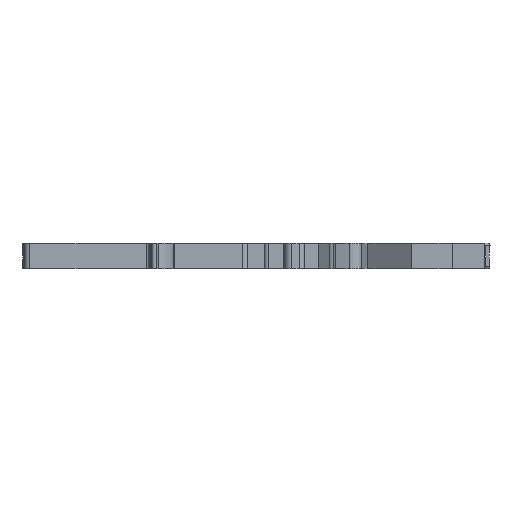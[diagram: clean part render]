
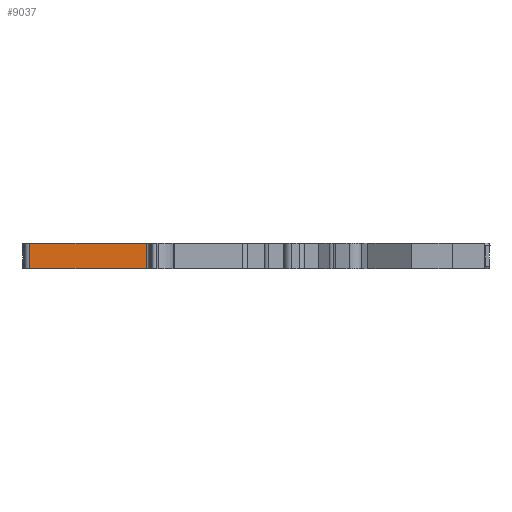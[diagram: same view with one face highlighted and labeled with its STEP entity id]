
A CAD part, front view. The second image highlights one B-rep face of the part: STEP entity #9037.
In plain terms, the highlighted planar face has unit normal (0, -1, 0).
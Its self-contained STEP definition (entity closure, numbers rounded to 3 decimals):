
#3207=DIRECTION('',(-1.,0.,0.));
#3208=VECTOR('',#3207,22.8);
#3209=CARTESIAN_POINT('',(-21.25,-34.,-2.5));
#3210=LINE('',#3209,#3208);
#3211=DIRECTION('',(1.,0.,0.));
#3212=VECTOR('',#3211,22.8);
#3213=CARTESIAN_POINT('',(-44.05,-34.,2.5));
#3214=LINE('',#3213,#3212);
#3215=DIRECTION('',(0.,0.,-1.));
#3216=VECTOR('',#3215,5.);
#3217=CARTESIAN_POINT('',(-21.25,-34.,2.5));
#3218=LINE('',#3217,#3216);
#3219=DIRECTION('',(0.,0.,-1.));
#3220=VECTOR('',#3219,5.);
#3221=CARTESIAN_POINT('',(-44.05,-34.,2.5));
#3222=LINE('',#3221,#3220);
#3409=CARTESIAN_POINT('',(-44.05,-34.,-2.5));
#3410=VERTEX_POINT('',#3409);
#3411=CARTESIAN_POINT('',(-21.25,-34.,-2.5));
#3412=VERTEX_POINT('',#3411);
#3953=CARTESIAN_POINT('',(-21.25,-34.,2.5));
#3954=VERTEX_POINT('',#3953);
#3955=CARTESIAN_POINT('',(-44.05,-34.,2.5));
#3956=VERTEX_POINT('',#3955);
#9025=CARTESIAN_POINT('',(-32.65,-34.,0.));
#9026=DIRECTION('',(0.,1.,0.));
#9027=DIRECTION('',(1.,0.,0.));
#9028=AXIS2_PLACEMENT_3D('',#9025,#9026,#9027);
#9029=PLANE('',#9028);
#9030=ORIENTED_EDGE('',*,*,#4418,.T.);
#9032=ORIENTED_EDGE('',*,*,#9031,.F.);
#9033=ORIENTED_EDGE('',*,*,#5327,.T.);
#9034=ORIENTED_EDGE('',*,*,#9018,.T.);
#9035=EDGE_LOOP('',(#9030,#9032,#9033,#9034));
#9036=FACE_OUTER_BOUND('',#9035,.F.);
#4418=EDGE_CURVE('',#3412,#3410,#3210,.T.);
#5327=EDGE_CURVE('',#3956,#3954,#3214,.T.);
#9018=EDGE_CURVE('',#3954,#3412,#3218,.T.);
#9031=EDGE_CURVE('',#3956,#3410,#3222,.T.);
#9037=ADVANCED_FACE('',(#9036),#9029,.F.);
